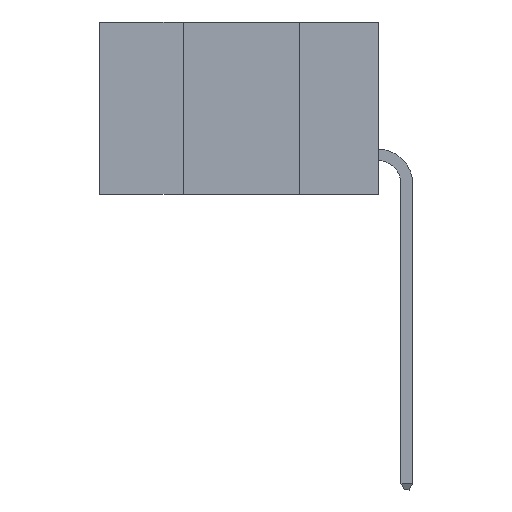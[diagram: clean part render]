
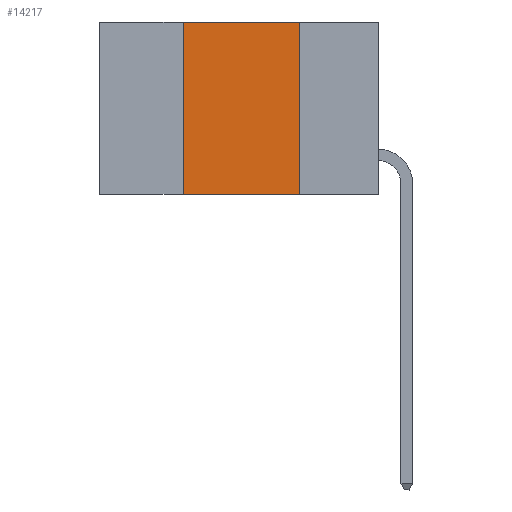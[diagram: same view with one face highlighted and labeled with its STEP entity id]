
A CAD part, left-side view. The second image highlights one B-rep face of the part: STEP entity #14217.
In plain terms, the highlighted planar face has unit normal (-1, 0, 0).
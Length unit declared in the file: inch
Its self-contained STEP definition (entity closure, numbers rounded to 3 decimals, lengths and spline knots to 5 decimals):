
#1714 = EDGE_LOOP ( 'NONE', ( #2562, #25409, #20602, #17217 ) ) ;
#2562 = ORIENTED_EDGE ( 'NONE', *, *, #5392, .F. ) ;
#4220 = LINE ( 'NONE', #7937, #19949 ) ;
#4481 = LINE ( 'NONE', #23925, #9351 ) ;
#4762 = AXIS2_PLACEMENT_3D ( 'NONE', #26402, #20321, #8067 ) ;
#5392 = EDGE_CURVE ( 'NONE', #13123, #11184, #16945, .T. ) ;
#5949 = PLANE ( 'NONE',  #4762 ) ;
#6929 = CARTESIAN_POINT ( 'NONE',  ( 0., 0.17, 0. ) ) ;
#7932 = CARTESIAN_POINT ( 'NONE',  ( 0., 0.17, -0.37 ) ) ;
#7937 = CARTESIAN_POINT ( 'NONE',  ( 0., 0.6, -0.37 ) ) ;
#8067 = DIRECTION ( 'NONE',  ( 0., 0., -1. ) ) ;
#9351 = VECTOR ( 'NONE', #21876, 39.37008 ) ;
#9945 = VERTEX_POINT ( 'NONE', #14239 ) ;
#10242 = FACE_OUTER_BOUND ( 'NONE', #1714, .T. ) ;
#11184 = VERTEX_POINT ( 'NONE', #7932 ) ;
#11492 = VECTOR ( 'NONE', #25410, 39.37008 ) ;
#11853 = DIRECTION ( 'NONE',  ( 0., 0., 1. ) ) ;
#13123 = VERTEX_POINT ( 'NONE', #14610 ) ;
#14177 = DIRECTION ( 'NONE',  ( 0., -1., 0. ) ) ;
#14217 = ADVANCED_FACE ( 'NONE', ( #10242 ), #5949, .F. ) ;
#14239 = CARTESIAN_POINT ( 'NONE',  ( 0., 0.42, -0.37 ) ) ;
#14610 = CARTESIAN_POINT ( 'NONE',  ( 0., 0.17, 0. ) ) ;
#15111 = EDGE_CURVE ( 'NONE', #9945, #21292, #23897, .T. ) ;
#16945 = LINE ( 'NONE', #6929, #11492 ) ;
#17217 = ORIENTED_EDGE ( 'NONE', *, *, #21915, .T. ) ;
#18499 = VECTOR ( 'NONE', #11853, 39.37008 ) ;
#18566 = EDGE_CURVE ( 'NONE', #21292, #13123, #4481, .T. ) ;
#19949 = VECTOR ( 'NONE', #14177, 39.37008 ) ;
#20037 = CARTESIAN_POINT ( 'NONE',  ( 0., 0.42, 0. ) ) ;
#20321 = DIRECTION ( 'NONE',  ( 1., 0., 0. ) ) ;
#20510 = CARTESIAN_POINT ( 'NONE',  ( 0., 0.42, 0. ) ) ;
#20602 = ORIENTED_EDGE ( 'NONE', *, *, #15111, .F. ) ;
#21292 = VERTEX_POINT ( 'NONE', #20510 ) ;
#21876 = DIRECTION ( 'NONE',  ( 0., -1., 0. ) ) ;
#21915 = EDGE_CURVE ( 'NONE', #9945, #11184, #4220, .T. ) ;
#23897 = LINE ( 'NONE', #20037, #18499 ) ;
#23925 = CARTESIAN_POINT ( 'NONE',  ( 0., 0.6, 0. ) ) ;
#25409 = ORIENTED_EDGE ( 'NONE', *, *, #18566, .F. ) ;
#25410 = DIRECTION ( 'NONE',  ( 0., 0., -1. ) ) ;
#26402 = CARTESIAN_POINT ( 'NONE',  ( 0., 0.6, 0. ) ) ;
